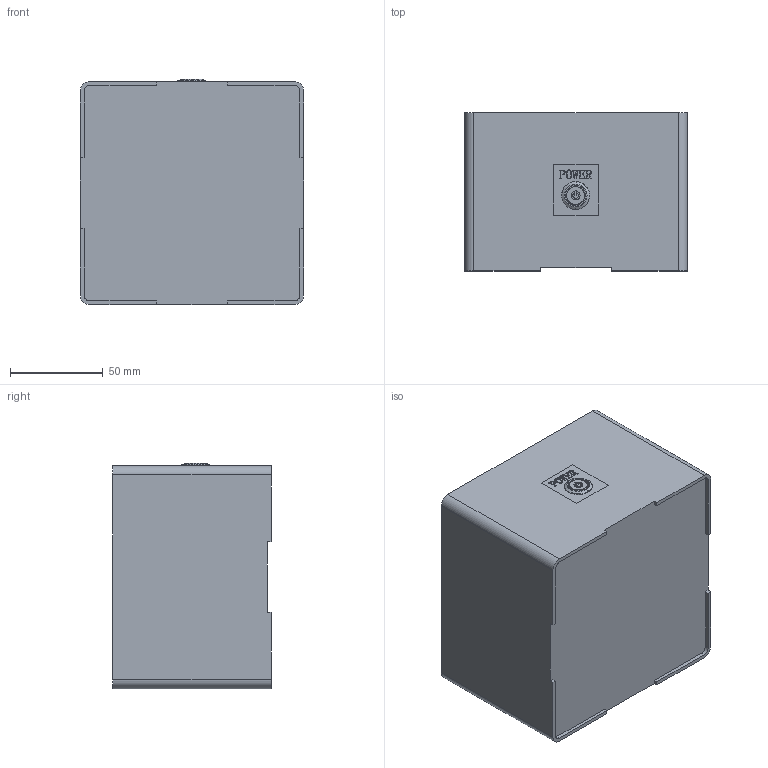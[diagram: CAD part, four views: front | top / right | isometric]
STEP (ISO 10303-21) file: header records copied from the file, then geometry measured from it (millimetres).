
FILE_DESCRIPTION (( 'STEP AP203' ), '1' );
FILE_NAME ('528253.STEP', '2022-05-06T09:18:08', ( '' ), ( '' ), 'SwSTEP 2.0', 'SolidWorks 2020', '' );
FILE_SCHEMA (( 'CONFIG_CONTROL_DESIGN' ));
Length unit declared in the file: millimetre
Products named in the file (1): 528253
Bounding box: 120 x 85 x 121.2 mm (x, y, z)
Volume: 1198441.3 mm3; surface area: 71846.4 mm2
Topology: 3 solids, 3 shells, 248 faces, 655 edges, 436 vertices
Faces by surface type: plane 181, bspline 39, cylinder 26, cone 2
Entity records: 10677 total; most frequent: CARTESIAN_POINT 5632, ORIENTED_EDGE 1310, EDGE_CURVE 655, B_SPLINE_CURVE_WITH_KNOTS 547, DIRECTION 544, VERTEX_POINT 436, EDGE_LOOP 273, ADVANCED_FACE 248
